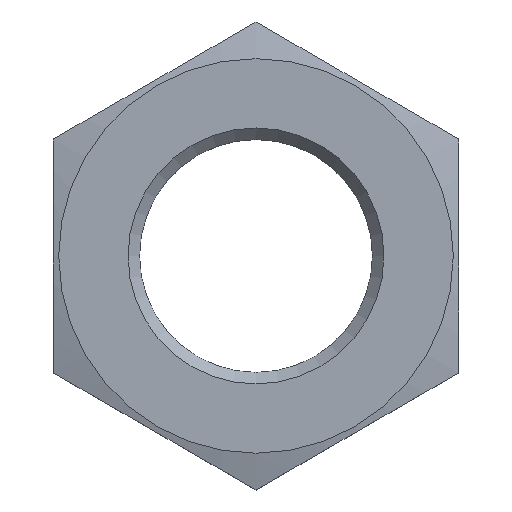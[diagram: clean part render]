
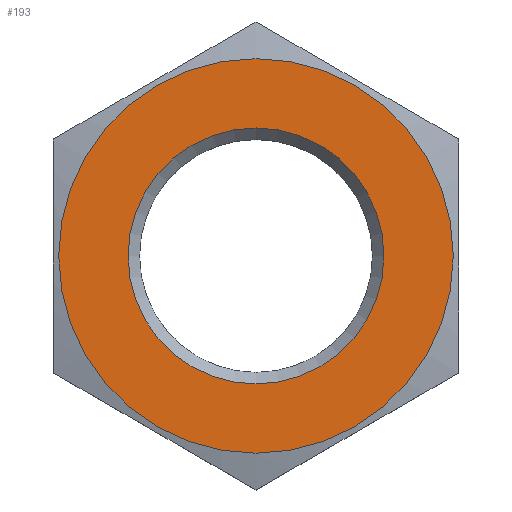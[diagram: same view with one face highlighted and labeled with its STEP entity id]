
A CAD part, top view. The second image highlights one B-rep face of the part: STEP entity #193.
In plain terms, the highlighted planar face has unit normal (0, 0, 1).
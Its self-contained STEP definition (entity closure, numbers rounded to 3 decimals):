
#49=ORIENTED_EDGE('',*,*,#97,.F.);
#50=ORIENTED_EDGE('',*,*,#98,.T.);
#97=EDGE_CURVE('',#121,#121,#139,.T.);
#98=EDGE_CURVE('',#122,#122,#140,.T.);
#121=VERTEX_POINT('',#287);
#122=VERTEX_POINT('',#289);
#139=CIRCLE('',#220,9.25);
#140=CIRCLE('',#221,6.);
#145=EDGE_LOOP('',(#49));
#146=EDGE_LOOP('',(#50));
#165=FACE_BOUND('',#145,.T.);
#166=FACE_BOUND('',#146,.T.);
#185=PLANE('',#219);
#193=ADVANCED_FACE('',(#165,#166),#185,.F.);
#219=AXIS2_PLACEMENT_3D('',#285,#240,#241);
#220=AXIS2_PLACEMENT_3D('',#286,#242,#243);
#221=AXIS2_PLACEMENT_3D('',#288,#244,#245);
#240=DIRECTION('',(0.,0.,-1.));
#241=DIRECTION('',(-1.,0.,0.));
#242=DIRECTION('',(0.,0.,-1.));
#243=DIRECTION('',(-1.,0.,0.));
#244=DIRECTION('',(0.,0.,-1.));
#245=DIRECTION('',(-1.,0.,0.));
#285=CARTESIAN_POINT('',(0.,0.,3.));
#286=CARTESIAN_POINT('',(0.,0.,3.));
#287=CARTESIAN_POINT('',(-9.25,0.,3.));
#288=CARTESIAN_POINT('',(0.,0.,3.));
#289=CARTESIAN_POINT('',(-6.,0.,3.));
